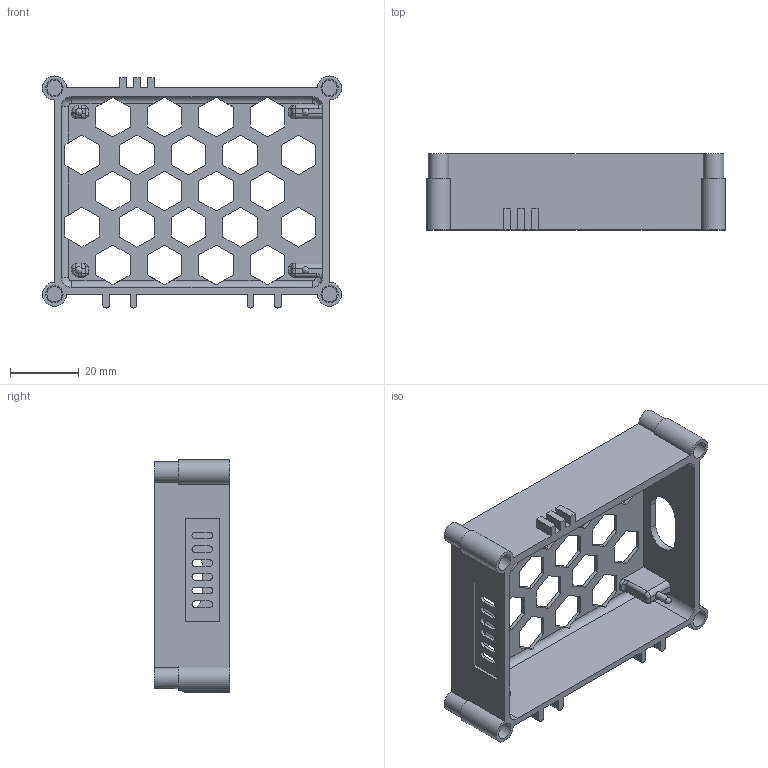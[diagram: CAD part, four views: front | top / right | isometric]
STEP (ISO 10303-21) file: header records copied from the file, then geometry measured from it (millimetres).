
FILE_DESCRIPTION(/* description */ (''),/* implementation_level */ '2;1');
FILE_NAME(/* name */ 'lower-case.step',/* time_stamp */ '2025-03-31T17:25:44-05:00',/* author */ (''),/* organization */ (''),/* preprocessor_version */ 'ST-DEVELOPER v20.1',/* originating_system */ 'Autodesk Translation Framework v14.4.0.0',/* authorisation */ '');
FILE_SCHEMA (('AUTOMOTIVE_DESIGN { 1 0 10303 214 3 1 1 }'));
Length unit declared in the file: millimetre
Products named in the file (1): rear case
Bounding box: 87 x 22 x 67.5 mm (x, y, z)
Volume: 17725.8 mm3; surface area: 20926.7 mm2
Topology: 1 solids, 1 shells, 354 faces, 1006 edges, 642 vertices
Faces by surface type: plane 222, cylinder 90, bspline 20, sphere 12, torus 10
Full cylindrical faces by diameter (mm): 2 x4, 4.4 x4, 5 x4
Entity records: 11788 total; most frequent: CARTESIAN_POINT 2459, ORIENTED_EDGE 1984, DIRECTION 1861, EDGE_CURVE 992, LINE 729, VECTOR 729, VERTEX_POINT 642, AXIS2_PLACEMENT_3D 566
